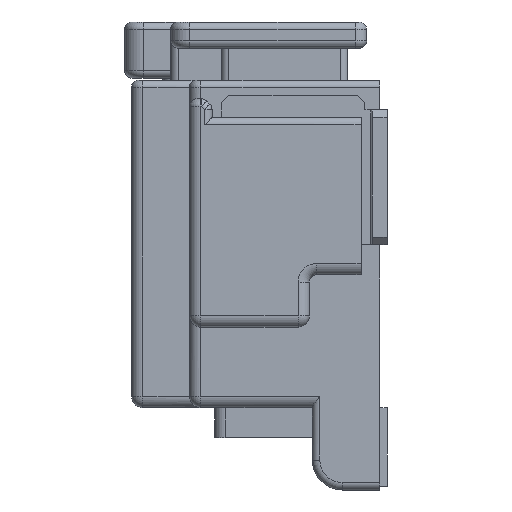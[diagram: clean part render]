
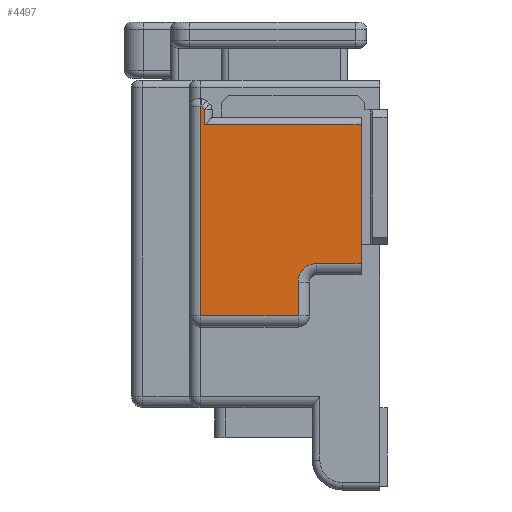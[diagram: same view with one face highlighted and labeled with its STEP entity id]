
A CAD part, left-side view. The second image highlights one B-rep face of the part: STEP entity #4497.
In plain terms, the highlighted planar face has unit normal (-1, 0, 0).
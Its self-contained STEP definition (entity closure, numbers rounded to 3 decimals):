
#32 = DIRECTION ( 'NONE',  ( 0., 1., 0. ) ) ;
#33 = LINE ( 'NONE', #13099, #16410 ) ;
#457 = ORIENTED_EDGE ( 'NONE', *, *, #15565, .F. ) ;
#851 = CARTESIAN_POINT ( 'NONE',  ( -11.1, 4.68, -1.2 ) ) ;
#943 = VERTEX_POINT ( 'NONE', #18637 ) ;
#999 = CARTESIAN_POINT ( 'NONE',  ( -11.1, 4.78, 0. ) ) ;
#1212 = LINE ( 'NONE', #11162, #4200 ) ;
#1539 = CARTESIAN_POINT ( 'NONE',  ( -11.1, 2.18, -5.4 ) ) ;
#2167 = EDGE_LOOP ( 'NONE', ( #20188, #12177, #457, #4238, #17660, #15002, #2686, #15623, #17162, #6689 ) ) ;
#2314 = CIRCLE ( 'NONE', #9699, 0.5 ) ;
#2549 = CARTESIAN_POINT ( 'NONE',  ( -11.1, 2.18, -6.3 ) ) ;
#2686 = ORIENTED_EDGE ( 'NONE', *, *, #11268, .F. ) ;
#2899 = CARTESIAN_POINT ( 'NONE',  ( -11.1, 4.68, -0.7 ) ) ;
#3223 = EDGE_CURVE ( 'NONE', #20199, #15040, #15463, .T. ) ;
#3473 = DIRECTION ( 'NONE',  ( -1., 0., 0. ) ) ;
#3902 = CARTESIAN_POINT ( 'NONE',  ( -11.1, 0.5, -1.2 ) ) ;
#4200 = VECTOR ( 'NONE', #9110, 1000. ) ;
#4238 = ORIENTED_EDGE ( 'NONE', *, *, #12422, .F. ) ;
#4497 = ADVANCED_FACE ( 'NONE', ( #12367 ), #8903, .T. ) ;
#5049 = CARTESIAN_POINT ( 'NONE',  ( -11.1, 4.763, -0.7 ) ) ;
#5864 = VERTEX_POINT ( 'NONE', #8562 ) ;
#6260 = VERTEX_POINT ( 'NONE', #27487 ) ;
#6650 = DIRECTION ( 'NONE',  ( 0., 0., -1. ) ) ;
#6689 = ORIENTED_EDGE ( 'NONE', *, *, #9149, .F. ) ;
#7104 = VERTEX_POINT ( 'NONE', #5049 ) ;
#7627 = LINE ( 'NONE', #24526, #19013 ) ;
#8094 = AXIS2_PLACEMENT_3D ( 'NONE', #23896, #25993, #13234 ) ;
#8272 = VECTOR ( 'NONE', #11621, 1000. ) ;
#8562 = CARTESIAN_POINT ( 'NONE',  ( -11.1, 0.5, -1.2 ) ) ;
#8903 = PLANE ( 'NONE',  #8094 ) ;
#9110 = DIRECTION ( 'NONE',  ( 0., -0.707, -0.707 ) ) ;
#9149 = EDGE_CURVE ( 'NONE', #6260, #7104, #19044, .T. ) ;
#9699 = AXIS2_PLACEMENT_3D ( 'NONE', #16248, #3473, #18413 ) ;
#9930 = EDGE_CURVE ( 'NONE', #15040, #6260, #25324, .T. ) ;
#10972 = VERTEX_POINT ( 'NONE', #851 ) ;
#11162 = CARTESIAN_POINT ( 'NONE',  ( -11.1, 2.731, -2.731 ) ) ;
#11268 = EDGE_CURVE ( 'NONE', #10972, #5864, #26792, .T. ) ;
#11621 = DIRECTION ( 'NONE',  ( 0., 0., 1. ) ) ;
#11695 = DIRECTION ( 'NONE',  ( 0., 0., -1. ) ) ;
#12177 = ORIENTED_EDGE ( 'NONE', *, *, #3223, .F. ) ;
#12207 = VERTEX_POINT ( 'NONE', #20222 ) ;
#12367 = FACE_OUTER_BOUND ( 'NONE', #2167, .T. ) ;
#12409 = DIRECTION ( 'NONE',  ( 0., -1., 0. ) ) ;
#12422 = EDGE_CURVE ( 'NONE', #26815, #26478, #2314, .T. ) ;
#12452 = CARTESIAN_POINT ( 'NONE',  ( -11.1, 5.08, -6.3 ) ) ;
#13099 = CARTESIAN_POINT ( 'NONE',  ( -11.1, 4.68, -1. ) ) ;
#13234 = DIRECTION ( 'NONE',  ( 0., 0., -1. ) ) ;
#13543 = VECTOR ( 'NONE', #32, 1000. ) ;
#15002 = ORIENTED_EDGE ( 'NONE', *, *, #18277, .F. ) ;
#15040 = VERTEX_POINT ( 'NONE', #19667 ) ;
#15137 = EDGE_CURVE ( 'NONE', #7104, #12207, #1212, .T. ) ;
#15227 = DIRECTION ( 'NONE',  ( 0., 0., -1. ) ) ;
#15443 = VECTOR ( 'NONE', #12409, 1000. ) ;
#15463 = LINE ( 'NONE', #12452, #16789 ) ;
#15565 = EDGE_CURVE ( 'NONE', #26478, #20199, #26891, .T. ) ;
#15623 = ORIENTED_EDGE ( 'NONE', *, *, #22480, .F. ) ;
#16248 = CARTESIAN_POINT ( 'NONE',  ( -11.1, 1.68, -5.4 ) ) ;
#16410 = VECTOR ( 'NONE', #15227, 1000. ) ;
#16789 = VECTOR ( 'NONE', #25250, 1000. ) ;
#17162 = ORIENTED_EDGE ( 'NONE', *, *, #15137, .F. ) ;
#17177 = LINE ( 'NONE', #23503, #13543 ) ;
#17660 = ORIENTED_EDGE ( 'NONE', *, *, #27712, .F. ) ;
#18277 = EDGE_CURVE ( 'NONE', #5864, #943, #7627, .T. ) ;
#18413 = DIRECTION ( 'NONE',  ( 0., 0., -1. ) ) ;
#18637 = CARTESIAN_POINT ( 'NONE',  ( -11.1, 0.5, -4.9 ) ) ;
#19013 = VECTOR ( 'NONE', #11695, 1000. ) ;
#19044 = LINE ( 'NONE', #2899, #22729 ) ;
#19667 = CARTESIAN_POINT ( 'NONE',  ( -11.1, 4.78, -6.3 ) ) ;
#20188 = ORIENTED_EDGE ( 'NONE', *, *, #9930, .F. ) ;
#20199 = VERTEX_POINT ( 'NONE', #2549 ) ;
#20222 = CARTESIAN_POINT ( 'NONE',  ( -11.1, 4.68, -0.783 ) ) ;
#21232 = VECTOR ( 'NONE', #6650, 1000. ) ;
#22086 = DIRECTION ( 'NONE',  ( 0., -1., 0. ) ) ;
#22480 = EDGE_CURVE ( 'NONE', #12207, #10972, #33, .T. ) ;
#22729 = VECTOR ( 'NONE', #22086, 1000. ) ;
#23503 = CARTESIAN_POINT ( 'NONE',  ( -11.1, 1.68, -4.9 ) ) ;
#23896 = CARTESIAN_POINT ( 'NONE',  ( -11.1, 0., 0. ) ) ;
#24161 = CARTESIAN_POINT ( 'NONE',  ( -11.1, 1.68, -4.9 ) ) ;
#24526 = CARTESIAN_POINT ( 'NONE',  ( -11.1, 0.5, -1. ) ) ;
#25250 = DIRECTION ( 'NONE',  ( 0., 1., 0. ) ) ;
#25324 = LINE ( 'NONE', #999, #8272 ) ;
#25785 = CARTESIAN_POINT ( 'NONE',  ( -11.1, 2.18, -6.6 ) ) ;
#25993 = DIRECTION ( 'NONE',  ( -1., 0., 0. ) ) ;
#26478 = VERTEX_POINT ( 'NONE', #1539 ) ;
#26792 = LINE ( 'NONE', #3902, #15443 ) ;
#26815 = VERTEX_POINT ( 'NONE', #24161 ) ;
#26891 = LINE ( 'NONE', #25785, #21232 ) ;
#27487 = CARTESIAN_POINT ( 'NONE',  ( -11.1, 4.78, -0.7 ) ) ;
#27712 = EDGE_CURVE ( 'NONE', #943, #26815, #17177, .T. ) ;
